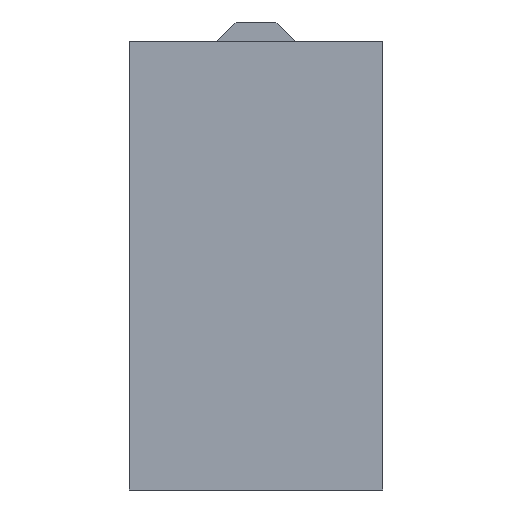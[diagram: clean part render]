
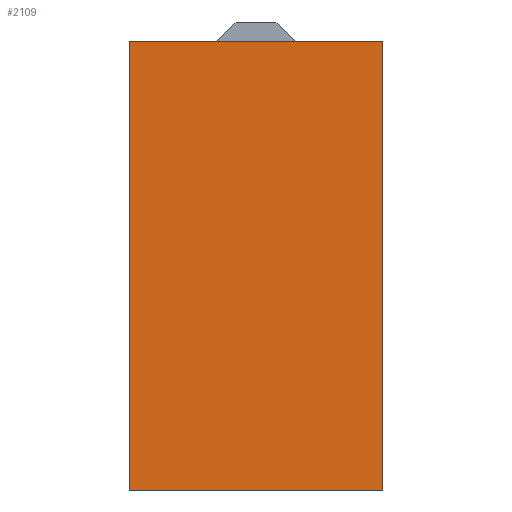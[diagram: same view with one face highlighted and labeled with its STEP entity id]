
A CAD part, left-side view. The second image highlights one B-rep face of the part: STEP entity #2109.
In plain terms, the highlighted planar face has unit normal (-1, 0, 0).
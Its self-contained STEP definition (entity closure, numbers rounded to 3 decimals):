
#273=FACE_OUTER_BOUND('',#402,.T.);
#402=EDGE_LOOP('',(#1873,#1874,#1875,#1876));
#509=LINE('',#3375,#722);
#511=LINE('',#3385,#724);
#599=LINE('',#4437,#812);
#617=LINE('',#4479,#830);
#722=VECTOR('',#2575,10.);
#724=VECTOR('',#2587,10.);
#812=VECTOR('',#2749,10.);
#830=VECTOR('',#2805,10.);
#948=VERTEX_POINT('',#3369);
#950=VERTEX_POINT('',#3373);
#953=VERTEX_POINT('',#3384);
#1012=VERTEX_POINT('',#4436);
#1182=EDGE_CURVE('',#950,#948,#509,.T.);
#1186=EDGE_CURVE('',#948,#953,#511,.T.);
#1298=EDGE_CURVE('',#1012,#953,#599,.T.);
#1316=EDGE_CURVE('',#950,#1012,#617,.T.);
#1873=ORIENTED_EDGE('',*,*,#1316,.T.);
#1874=ORIENTED_EDGE('',*,*,#1298,.T.);
#1875=ORIENTED_EDGE('',*,*,#1186,.F.);
#1876=ORIENTED_EDGE('',*,*,#1182,.F.);
#1989=PLANE('',#2279);
#2109=ADVANCED_FACE('',(#273),#1989,.T.);
#2279=AXIS2_PLACEMENT_3D('',#4478,#2803,#2804);
#2575=DIRECTION('',(0.,1.,0.));
#2587=DIRECTION('',(0.,0.,1.));
#2749=DIRECTION('',(0.,1.,0.));
#2803=DIRECTION('center_axis',(-1.,0.,0.));
#2804=DIRECTION('ref_axis',(0.,0.,1.));
#2805=DIRECTION('',(0.,0.,1.));
#3369=CARTESIAN_POINT('',(-96.65,26.,-23.));
#3373=CARTESIAN_POINT('',(-96.65,0.,-23.));
#3375=CARTESIAN_POINT('',(-96.65,0.,-23.));
#3384=CARTESIAN_POINT('',(-96.65,26.,23.));
#3385=CARTESIAN_POINT('',(-96.65,26.,-23.));
#4436=CARTESIAN_POINT('',(-96.65,0.,23.));
#4437=CARTESIAN_POINT('',(-96.65,0.,23.));
#4478=CARTESIAN_POINT('Origin',(-96.65,0.,-23.));
#4479=CARTESIAN_POINT('',(-96.65,0.,-23.));
